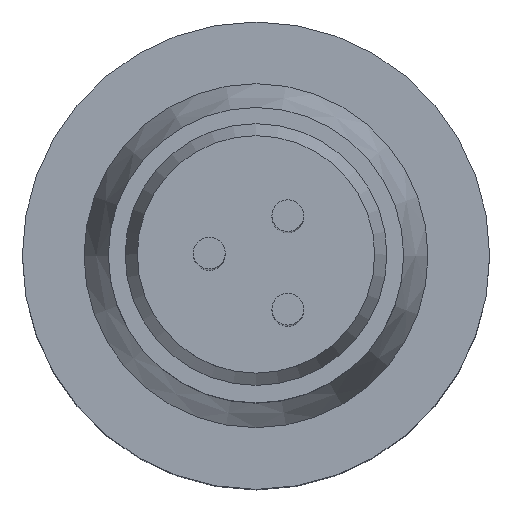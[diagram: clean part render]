
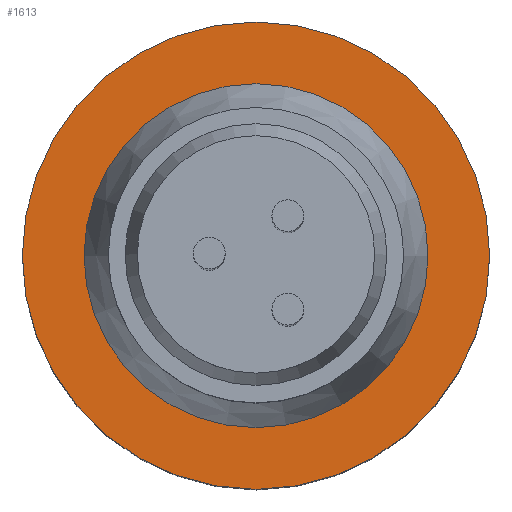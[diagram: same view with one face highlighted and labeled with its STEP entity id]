
A CAD part, top view. The second image highlights one B-rep face of the part: STEP entity #1613.
In plain terms, the highlighted planar face has unit normal (0, 0, 1).
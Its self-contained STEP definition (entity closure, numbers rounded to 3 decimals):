
#55=FACE_BOUND($,#426,.T.);
#56=FACE_BOUND($,#427,.T.);
#81=CIRCLE($,#1678,9.2);
#100=CIRCLE($,#1716,12.5);
#426=EDGE_LOOP($,(#1333));
#427=EDGE_LOOP($,(#1334));
#768=VERTEX_POINT($,#2815);
#787=VERTEX_POINT($,#2872);
#970=EDGE_CURVE($,#768,#768,#81,.T.);
#989=EDGE_CURVE($,#787,#787,#100,.T.);
#1333=ORIENTED_EDGE($,*,*,#970,.T.);
#1334=ORIENTED_EDGE($,*,*,#989,.F.);
#1434=PLANE($,#1718);
#1613=ADVANCED_FACE($,(#55,#56),#1434,.F.);
#1678=AXIS2_PLACEMENT_3D($,#2816,#1945,#1946);
#1716=AXIS2_PLACEMENT_3D($,#2873,#2021,#2022);
#1718=AXIS2_PLACEMENT_3D($,#2876,#2025,#2026);
#1945=DIRECTION('center_axis',(0.,0.,-1.));
#1946=DIRECTION('ref_axis',(1.,0.,0.));
#2021=DIRECTION('center_axis',(0.,0.,-1.));
#2022=DIRECTION('ref_axis',(-1.,0.,0.));
#2025=DIRECTION('center_axis',(0.,0.,-1.));
#2026=DIRECTION('ref_axis',(-1.,0.,0.));
#2815=CARTESIAN_POINT('',(-9.2,0.,19.));
#2816=CARTESIAN_POINT('Origin',(0.,0.,19.));
#2872=CARTESIAN_POINT('',(12.5,0.,19.));
#2873=CARTESIAN_POINT('Origin',(0.,0.,19.));
#2876=CARTESIAN_POINT('Origin',(0.,0.,19.));
